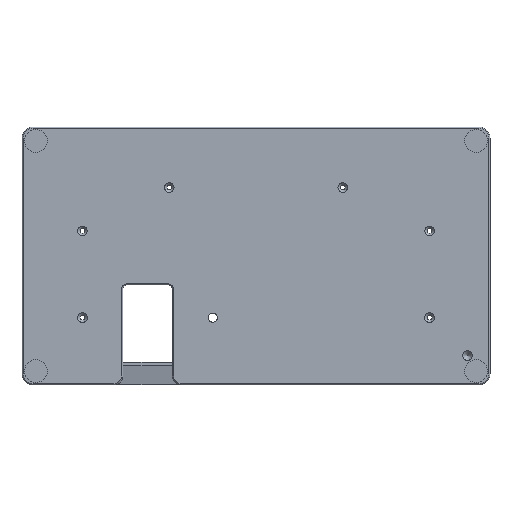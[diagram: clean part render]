
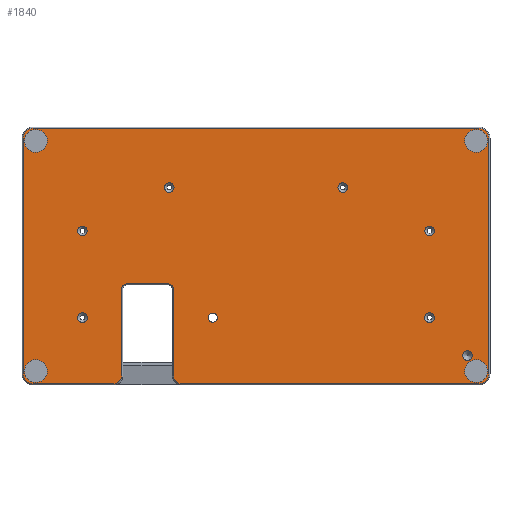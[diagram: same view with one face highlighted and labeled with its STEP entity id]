
A CAD part, front view. The second image highlights one B-rep face of the part: STEP entity #1840.
In plain terms, the highlighted planar face has unit normal (0, -1, 0).
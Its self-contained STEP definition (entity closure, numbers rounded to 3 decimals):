
#51=FACE_BOUND('',#239,.T.);
#52=FACE_BOUND('',#240,.T.);
#53=FACE_BOUND('',#241,.T.);
#54=FACE_BOUND('',#242,.T.);
#55=FACE_BOUND('',#243,.T.);
#56=FACE_BOUND('',#244,.T.);
#57=FACE_BOUND('',#245,.T.);
#58=FACE_BOUND('',#246,.T.);
#59=FACE_BOUND('',#247,.T.);
#60=FACE_BOUND('',#248,.T.);
#61=FACE_BOUND('',#249,.T.);
#62=FACE_BOUND('',#250,.T.);
#72=PLANE('',#1969);
#125=FACE_OUTER_BOUND('',#238,.T.);
#238=EDGE_LOOP('',(#1268,#1269,#1270,#1271,#1272,#1273,#1274,#1275,#1276,
#1277,#1278,#1279,#1280,#1281,#1282,#1283));
#239=EDGE_LOOP('',(#1284));
#240=EDGE_LOOP('',(#1285));
#241=EDGE_LOOP('',(#1286));
#242=EDGE_LOOP('',(#1287));
#243=EDGE_LOOP('',(#1288));
#244=EDGE_LOOP('',(#1289));
#245=EDGE_LOOP('',(#1290));
#246=EDGE_LOOP('',(#1291));
#247=EDGE_LOOP('',(#1292));
#248=EDGE_LOOP('',(#1293));
#249=EDGE_LOOP('',(#1294));
#250=EDGE_LOOP('',(#1295));
#372=LINE('',#2781,#551);
#373=LINE('',#2785,#552);
#374=LINE('',#2789,#553);
#375=LINE('',#2793,#554);
#376=LINE('',#2797,#555);
#377=LINE('',#2801,#556);
#378=LINE('',#2805,#557);
#379=LINE('',#2809,#558);
#551=VECTOR('',#2185,10.);
#552=VECTOR('',#2188,10.);
#553=VECTOR('',#2191,10.);
#554=VECTOR('',#2194,10.);
#555=VECTOR('',#2197,10.);
#556=VECTOR('',#2200,10.);
#557=VECTOR('',#2203,10.);
#558=VECTOR('',#2206,10.);
#729=CIRCLE('',#1967,2.125);
#731=CIRCLE('',#1970,3.5);
#732=CIRCLE('',#1971,2.5);
#733=CIRCLE('',#1972,2.5);
#734=CIRCLE('',#1973,3.5);
#735=CIRCLE('',#1974,4.5);
#736=CIRCLE('',#1975,4.5);
#737=CIRCLE('',#1976,4.5);
#738=CIRCLE('',#1977,4.5);
#739=CIRCLE('',#1978,2.125);
#740=CIRCLE('',#1979,2.);
#741=CIRCLE('',#1980,2.1);
#742=CIRCLE('',#1981,2.1);
#743=CIRCLE('',#1982,2.1);
#744=CIRCLE('',#1983,5.);
#745=CIRCLE('',#1984,5.);
#746=CIRCLE('',#1985,5.);
#747=CIRCLE('',#1986,5.);
#748=CIRCLE('',#1987,2.1);
#749=CIRCLE('',#1988,2.1);
#822=VERTEX_POINT('',#2773);
#824=VERTEX_POINT('',#2779);
#825=VERTEX_POINT('',#2780);
#826=VERTEX_POINT('',#2782);
#827=VERTEX_POINT('',#2784);
#828=VERTEX_POINT('',#2786);
#829=VERTEX_POINT('',#2788);
#830=VERTEX_POINT('',#2790);
#831=VERTEX_POINT('',#2792);
#832=VERTEX_POINT('',#2794);
#833=VERTEX_POINT('',#2796);
#834=VERTEX_POINT('',#2798);
#835=VERTEX_POINT('',#2800);
#836=VERTEX_POINT('',#2802);
#837=VERTEX_POINT('',#2804);
#838=VERTEX_POINT('',#2806);
#839=VERTEX_POINT('',#2808);
#840=VERTEX_POINT('',#2811);
#841=VERTEX_POINT('',#2813);
#842=VERTEX_POINT('',#2815);
#843=VERTEX_POINT('',#2817);
#844=VERTEX_POINT('',#2819);
#845=VERTEX_POINT('',#2821);
#846=VERTEX_POINT('',#2823);
#847=VERTEX_POINT('',#2825);
#848=VERTEX_POINT('',#2827);
#849=VERTEX_POINT('',#2829);
#850=VERTEX_POINT('',#2831);
#990=EDGE_CURVE('',#822,#822,#729,.T.);
#993=EDGE_CURVE('',#824,#825,#372,.T.);
#994=EDGE_CURVE('',#826,#824,#731,.T.);
#995=EDGE_CURVE('',#827,#826,#373,.T.);
#996=EDGE_CURVE('',#828,#827,#732,.T.);
#997=EDGE_CURVE('',#829,#828,#374,.T.);
#998=EDGE_CURVE('',#830,#829,#733,.T.);
#999=EDGE_CURVE('',#831,#830,#375,.T.);
#1000=EDGE_CURVE('',#832,#831,#734,.T.);
#1001=EDGE_CURVE('',#833,#832,#376,.T.);
#1002=EDGE_CURVE('',#834,#833,#735,.T.);
#1003=EDGE_CURVE('',#835,#834,#377,.T.);
#1004=EDGE_CURVE('',#836,#835,#736,.T.);
#1005=EDGE_CURVE('',#837,#836,#378,.T.);
#1006=EDGE_CURVE('',#838,#837,#737,.T.);
#1007=EDGE_CURVE('',#839,#838,#379,.T.);
#1008=EDGE_CURVE('',#825,#839,#738,.T.);
#1009=EDGE_CURVE('',#840,#840,#739,.T.);
#1010=EDGE_CURVE('',#841,#841,#740,.T.);
#1011=EDGE_CURVE('',#842,#842,#741,.T.);
#1012=EDGE_CURVE('',#843,#843,#742,.T.);
#1013=EDGE_CURVE('',#844,#844,#743,.T.);
#1014=EDGE_CURVE('',#845,#845,#744,.T.);
#1015=EDGE_CURVE('',#846,#846,#745,.T.);
#1016=EDGE_CURVE('',#847,#847,#746,.T.);
#1017=EDGE_CURVE('',#848,#848,#747,.T.);
#1018=EDGE_CURVE('',#849,#849,#748,.T.);
#1019=EDGE_CURVE('',#850,#850,#749,.T.);
#1268=ORIENTED_EDGE('',*,*,#993,.F.);
#1269=ORIENTED_EDGE('',*,*,#994,.F.);
#1270=ORIENTED_EDGE('',*,*,#995,.F.);
#1271=ORIENTED_EDGE('',*,*,#996,.F.);
#1272=ORIENTED_EDGE('',*,*,#997,.F.);
#1273=ORIENTED_EDGE('',*,*,#998,.F.);
#1274=ORIENTED_EDGE('',*,*,#999,.F.);
#1275=ORIENTED_EDGE('',*,*,#1000,.F.);
#1276=ORIENTED_EDGE('',*,*,#1001,.F.);
#1277=ORIENTED_EDGE('',*,*,#1002,.F.);
#1278=ORIENTED_EDGE('',*,*,#1003,.F.);
#1279=ORIENTED_EDGE('',*,*,#1004,.F.);
#1280=ORIENTED_EDGE('',*,*,#1005,.F.);
#1281=ORIENTED_EDGE('',*,*,#1006,.F.);
#1282=ORIENTED_EDGE('',*,*,#1007,.F.);
#1283=ORIENTED_EDGE('',*,*,#1008,.F.);
#1284=ORIENTED_EDGE('',*,*,#1009,.F.);
#1285=ORIENTED_EDGE('',*,*,#1010,.T.);
#1286=ORIENTED_EDGE('',*,*,#1011,.F.);
#1287=ORIENTED_EDGE('',*,*,#1012,.F.);
#1288=ORIENTED_EDGE('',*,*,#1013,.F.);
#1289=ORIENTED_EDGE('',*,*,#1014,.F.);
#1290=ORIENTED_EDGE('',*,*,#1015,.F.);
#1291=ORIENTED_EDGE('',*,*,#1016,.F.);
#1292=ORIENTED_EDGE('',*,*,#1017,.F.);
#1293=ORIENTED_EDGE('',*,*,#1018,.F.);
#1294=ORIENTED_EDGE('',*,*,#1019,.F.);
#1295=ORIENTED_EDGE('',*,*,#990,.F.);
#1840=ADVANCED_FACE('',(#125,#51,#52,#53,#54,#55,#56,#57,#58,#59,#60,#61,
#62),#72,.F.);
#1967=AXIS2_PLACEMENT_3D('',#2774,#2178,#2179);
#1969=AXIS2_PLACEMENT_3D('',#2778,#2183,#2184);
#1970=AXIS2_PLACEMENT_3D('',#2783,#2186,#2187);
#1971=AXIS2_PLACEMENT_3D('',#2787,#2189,#2190);
#1972=AXIS2_PLACEMENT_3D('',#2791,#2192,#2193);
#1973=AXIS2_PLACEMENT_3D('',#2795,#2195,#2196);
#1974=AXIS2_PLACEMENT_3D('',#2799,#2198,#2199);
#1975=AXIS2_PLACEMENT_3D('',#2803,#2201,#2202);
#1976=AXIS2_PLACEMENT_3D('',#2807,#2204,#2205);
#1977=AXIS2_PLACEMENT_3D('',#2810,#2207,#2208);
#1978=AXIS2_PLACEMENT_3D('',#2812,#2209,#2210);
#1979=AXIS2_PLACEMENT_3D('',#2814,#2211,#2212);
#1980=AXIS2_PLACEMENT_3D('',#2816,#2213,#2214);
#1981=AXIS2_PLACEMENT_3D('',#2818,#2215,#2216);
#1982=AXIS2_PLACEMENT_3D('',#2820,#2217,#2218);
#1983=AXIS2_PLACEMENT_3D('',#2822,#2219,#2220);
#1984=AXIS2_PLACEMENT_3D('',#2824,#2221,#2222);
#1985=AXIS2_PLACEMENT_3D('',#2826,#2223,#2224);
#1986=AXIS2_PLACEMENT_3D('',#2828,#2225,#2226);
#1987=AXIS2_PLACEMENT_3D('',#2830,#2227,#2228);
#1988=AXIS2_PLACEMENT_3D('',#2832,#2229,#2230);
#2178=DIRECTION('center_axis',(0.,-1.,0.));
#2179=DIRECTION('ref_axis',(-1.,0.,0.));
#2183=DIRECTION('center_axis',(0.,1.,0.));
#2184=DIRECTION('ref_axis',(0.,0.,1.));
#2185=DIRECTION('',(-1.,0.,0.));
#2186=DIRECTION('center_axis',(0.,1.,0.));
#2187=DIRECTION('ref_axis',(0.707,0.,-0.707));
#2188=DIRECTION('',(0.,0.,-1.));
#2189=DIRECTION('center_axis',(0.,-1.,0.));
#2190=DIRECTION('ref_axis',(-0.707,0.,0.707));
#2191=DIRECTION('',(-1.,0.,0.));
#2192=DIRECTION('center_axis',(0.,-1.,0.));
#2193=DIRECTION('ref_axis',(0.707,0.,0.707));
#2194=DIRECTION('',(0.,0.,1.));
#2195=DIRECTION('center_axis',(0.,1.,0.));
#2196=DIRECTION('ref_axis',(-0.707,0.,-0.707));
#2197=DIRECTION('',(-1.,0.,0.));
#2198=DIRECTION('center_axis',(0.,1.,0.));
#2199=DIRECTION('ref_axis',(0.707,0.,-0.707));
#2200=DIRECTION('',(0.,0.,-1.));
#2201=DIRECTION('center_axis',(0.,1.,0.));
#2202=DIRECTION('ref_axis',(0.707,0.,0.707));
#2203=DIRECTION('',(1.,0.,0.));
#2204=DIRECTION('center_axis',(0.,1.,0.));
#2205=DIRECTION('ref_axis',(-0.707,0.,0.707));
#2206=DIRECTION('',(0.,0.,1.));
#2207=DIRECTION('center_axis',(0.,1.,0.));
#2208=DIRECTION('ref_axis',(-0.707,0.,-0.707));
#2209=DIRECTION('center_axis',(0.,-1.,0.));
#2210=DIRECTION('ref_axis',(-1.,0.,0.));
#2211=DIRECTION('center_axis',(0.,1.,0.));
#2212=DIRECTION('ref_axis',(-1.,0.,0.));
#2213=DIRECTION('center_axis',(0.,-1.,0.));
#2214=DIRECTION('ref_axis',(-1.,0.,0.));
#2215=DIRECTION('center_axis',(0.,-1.,0.));
#2216=DIRECTION('ref_axis',(-1.,0.,0.));
#2217=DIRECTION('center_axis',(0.,-1.,0.));
#2218=DIRECTION('ref_axis',(-1.,0.,0.));
#2219=DIRECTION('center_axis',(0.,-1.,0.));
#2220=DIRECTION('ref_axis',(1.,0.,0.));
#2221=DIRECTION('center_axis',(0.,-1.,0.));
#2222=DIRECTION('ref_axis',(1.,0.,0.));
#2223=DIRECTION('center_axis',(0.,-1.,0.));
#2224=DIRECTION('ref_axis',(1.,0.,0.));
#2225=DIRECTION('center_axis',(0.,-1.,0.));
#2226=DIRECTION('ref_axis',(1.,0.,0.));
#2227=DIRECTION('center_axis',(0.,-1.,0.));
#2228=DIRECTION('ref_axis',(-1.,0.,0.));
#2229=DIRECTION('center_axis',(0.,-1.,0.));
#2230=DIRECTION('ref_axis',(-1.,0.,0.));
#2773=CARTESIAN_POINT('',(173.575,-13.58,19.05));
#2774=CARTESIAN_POINT('Origin',(171.45,-13.58,19.05));
#2778=CARTESIAN_POINT('Origin',(95.25,-13.58,46.125));
#2779=CARTESIAN_POINT('',(32.747,-13.58,-10.));
#2780=CARTESIAN_POINT('',(-2.5,-13.58,-10.));
#2781=CARTESIAN_POINT('',(43.875,-13.58,-10.));
#2782=CARTESIAN_POINT('',(36.247,-13.58,-6.5));
#2783=CARTESIAN_POINT('Origin',(32.747,-13.58,-6.5));
#2784=CARTESIAN_POINT('',(36.247,-13.58,31.442));
#2785=CARTESIAN_POINT('',(36.247,-13.58,17.813));
#2786=CARTESIAN_POINT('',(38.747,-13.58,33.942));
#2787=CARTESIAN_POINT('Origin',(38.747,-13.58,31.442));
#2788=CARTESIAN_POINT('',(56.527,-13.58,33.942));
#2789=CARTESIAN_POINT('',(62.359,-13.58,33.942));
#2790=CARTESIAN_POINT('',(59.027,-13.58,31.442));
#2791=CARTESIAN_POINT('Origin',(56.527,-13.58,31.442));
#2792=CARTESIAN_POINT('',(59.027,-13.58,-6.5));
#2793=CARTESIAN_POINT('',(59.027,-13.58,22.784));
#2794=CARTESIAN_POINT('',(62.527,-13.58,-10.));
#2795=CARTESIAN_POINT('Origin',(62.527,-13.58,-6.5));
#2796=CARTESIAN_POINT('',(193.,-13.58,-10.));
#2797=CARTESIAN_POINT('',(43.875,-13.58,-10.));
#2798=CARTESIAN_POINT('',(197.5,-13.58,-5.5));
#2799=CARTESIAN_POINT('Origin',(193.,-13.58,-5.5));
#2800=CARTESIAN_POINT('',(197.5,-13.58,97.75));
#2801=CARTESIAN_POINT('',(197.5,-13.58,17.813));
#2802=CARTESIAN_POINT('',(193.,-13.58,102.25));
#2803=CARTESIAN_POINT('Origin',(193.,-13.58,97.75));
#2804=CARTESIAN_POINT('',(-2.5,-13.58,102.25));
#2805=CARTESIAN_POINT('',(146.625,-13.58,102.25));
#2806=CARTESIAN_POINT('',(-7.,-13.58,97.75));
#2807=CARTESIAN_POINT('Origin',(-2.5,-13.58,97.75));
#2808=CARTESIAN_POINT('',(-7.,-13.58,-5.5));
#2809=CARTESIAN_POINT('',(-7.,-13.58,74.438));
#2810=CARTESIAN_POINT('Origin',(-2.5,-13.58,-5.5));
#2811=CARTESIAN_POINT('',(21.175,-13.58,19.05));
#2812=CARTESIAN_POINT('Origin',(19.05,-13.58,19.05));
#2813=CARTESIAN_POINT('',(78.25,-13.58,19.034));
#2814=CARTESIAN_POINT('Origin',(76.25,-13.58,19.034));
#2815=CARTESIAN_POINT('',(173.55,-13.58,57.15));
#2816=CARTESIAN_POINT('Origin',(171.45,-13.58,57.15));
#2817=CARTESIAN_POINT('',(21.15,-13.58,57.15));
#2818=CARTESIAN_POINT('Origin',(19.05,-13.58,57.15));
#2819=CARTESIAN_POINT('',(59.25,-13.58,76.2));
#2820=CARTESIAN_POINT('Origin',(57.15,-13.58,76.2));
#2821=CARTESIAN_POINT('',(-6.443,-13.58,96.686));
#2822=CARTESIAN_POINT('Origin',(-1.443,-13.58,96.686));
#2823=CARTESIAN_POINT('',(186.939,-13.58,96.689));
#2824=CARTESIAN_POINT('Origin',(191.939,-13.58,96.689));
#2825=CARTESIAN_POINT('',(186.939,-13.58,-4.439));
#2826=CARTESIAN_POINT('Origin',(191.939,-13.58,-4.439));
#2827=CARTESIAN_POINT('',(-6.439,-13.58,-4.439));
#2828=CARTESIAN_POINT('Origin',(-1.439,-13.58,-4.439));
#2829=CARTESIAN_POINT('',(135.45,-13.58,76.2));
#2830=CARTESIAN_POINT('Origin',(133.35,-13.58,76.2));
#2831=CARTESIAN_POINT('',(190.219,-13.58,2.381));
#2832=CARTESIAN_POINT('Origin',(188.119,-13.58,2.381));
